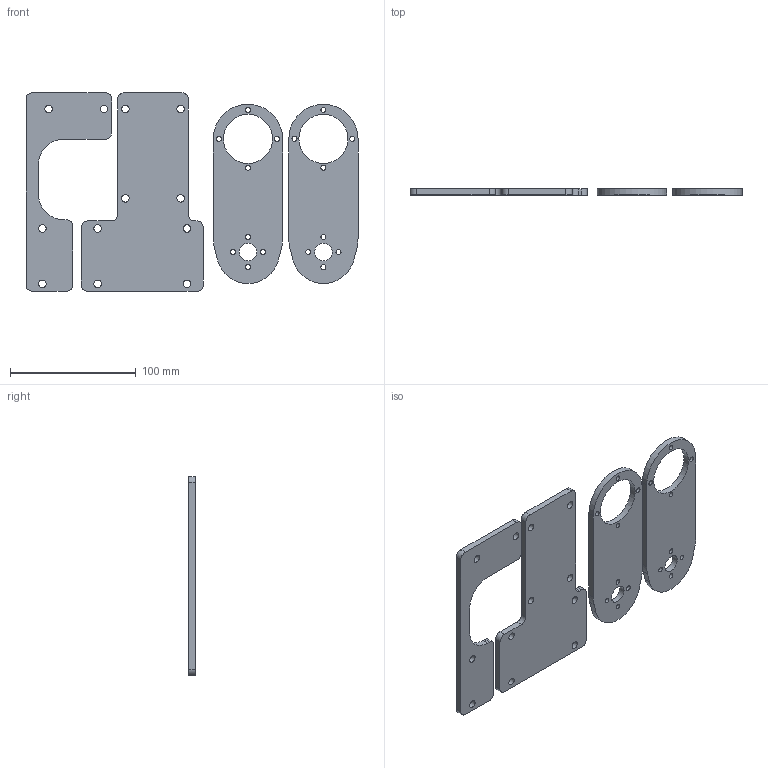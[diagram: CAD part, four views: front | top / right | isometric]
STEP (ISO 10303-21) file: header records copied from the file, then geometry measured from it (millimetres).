
FILE_DESCRIPTION(/* description */ (''),/* implementation_level */ '2;1');
FILE_NAME(/* name */ 'Pièce Yohan Hadji tout en 1.step',/* time_stamp */ '2020-01-31T16:55:30+01:00',/* author */ (''),/* organization */ (''),/* preprocessor_version */ 'ST-DEVELOPER v18',/* originating_system */ 'Autodesk Translation Framework v8.12.0.6',/* authorisation */ '');
FILE_SCHEMA (('AUTOMOTIVE_DESIGN { 1 0 10303 214 3 1 1 }'));
Length unit declared in the file: millimetre
Products named in the file (1): Untitled
Bounding box: 263.99 x 5 x 158 mm (x, y, z)
Volume: 137550.6 mm3; surface area: 67121 mm2
Topology: 4 solids, 4 shells, 88 faces, 270 edges, 190 vertices
Faces by surface type: cylinder 56, plane 32
Full cylindrical faces by diameter (mm): 4 x16, 6 x12, 14 x2, 39 x2
Entity records: 3308 total; most frequent: DIRECTION 590, CARTESIAN_POINT 549, ORIENTED_EDGE 540, EDGE_CURVE 270, AXIS2_PLACEMENT_3D 231, VERTEX_POINT 190, EDGE_LOOP 152, CIRCLE 142
